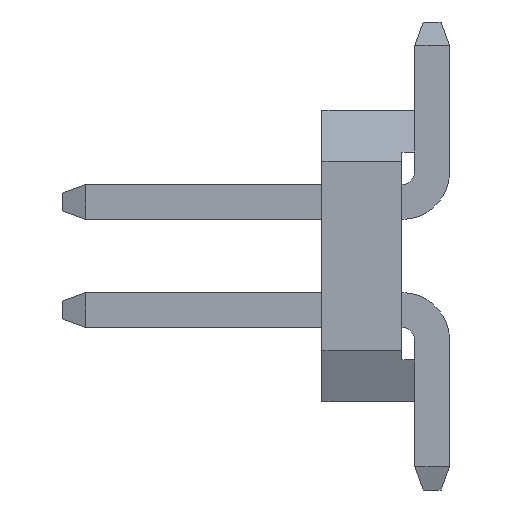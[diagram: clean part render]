
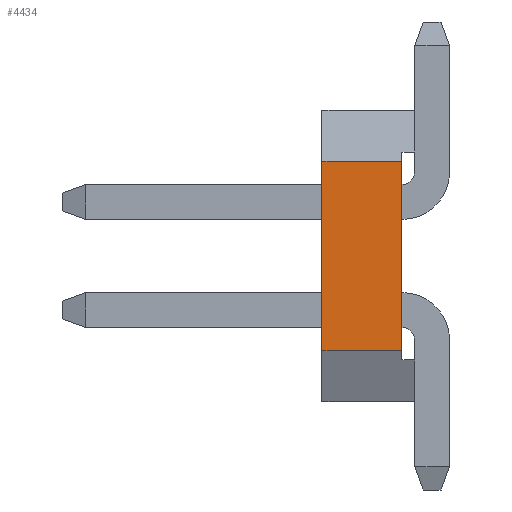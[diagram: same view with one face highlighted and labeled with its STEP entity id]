
A CAD part, left-side view. The second image highlights one B-rep face of the part: STEP entity #4434.
In plain terms, the highlighted planar face has unit normal (-1, 0, 0).
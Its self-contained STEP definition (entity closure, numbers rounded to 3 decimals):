
#89 = CARTESIAN_POINT ( 'NONE',  ( -4.445, -9.529, 1.715 ) ) ;
#237 = EDGE_CURVE ( 'NONE', #902, #2439, #1135, .T. ) ;
#270 = CARTESIAN_POINT ( 'NONE',  ( -4.445, 0.56, -1.115 ) ) ;
#334 = ORIENTED_EDGE ( 'NONE', *, *, #5727, .F. ) ;
#380 = VERTEX_POINT ( 'NONE', #3164 ) ;
#631 = VERTEX_POINT ( 'NONE', #1541 ) ;
#650 = EDGE_LOOP ( 'NONE', ( #3566, #334, #4934, #2420 ) ) ;
#902 = VERTEX_POINT ( 'NONE', #5172 ) ;
#1135 = LINE ( 'NONE', #4507, #4534 ) ;
#1486 = DIRECTION ( 'NONE',  ( 0., 0., 1. ) ) ;
#1541 = CARTESIAN_POINT ( 'NONE',  ( -4.445, 1.5, -1.115 ) ) ;
#1719 = DIRECTION ( 'NONE',  ( -1., 0., 0. ) ) ;
#2054 = CARTESIAN_POINT ( 'NONE',  ( -4.445, 1.5, 1.715 ) ) ;
#2152 = CARTESIAN_POINT ( 'NONE',  ( -4.445, -9.529, 1.115 ) ) ;
#2375 = DIRECTION ( 'NONE',  ( 0., 0., 1. ) ) ;
#2420 = ORIENTED_EDGE ( 'NONE', *, *, #4809, .F. ) ;
#2439 = VERTEX_POINT ( 'NONE', #270 ) ;
#3036 = EDGE_CURVE ( 'NONE', #631, #380, #5317, .T. ) ;
#3117 = VECTOR ( 'NONE', #3690, 1000. ) ;
#3122 = DIRECTION ( 'NONE',  ( 0., -1., 0. ) ) ;
#3164 = CARTESIAN_POINT ( 'NONE',  ( -4.445, 1.5, 1.115 ) ) ;
#3566 = ORIENTED_EDGE ( 'NONE', *, *, #237, .F. ) ;
#3690 = DIRECTION ( 'NONE',  ( 0., 1., 0. ) ) ;
#3998 = AXIS2_PLACEMENT_3D ( 'NONE', #89, #1719, #2375 ) ;
#4028 = VECTOR ( 'NONE', #3122, 1000. ) ;
#4167 = LINE ( 'NONE', #5638, #3117 ) ;
#4249 = FACE_OUTER_BOUND ( 'NONE', #650, .T. ) ;
#4434 = ADVANCED_FACE ( 'NONE', ( #4249 ), #5549, .T. ) ;
#4453 = DIRECTION ( 'NONE',  ( 0., 0., -1. ) ) ;
#4507 = CARTESIAN_POINT ( 'NONE',  ( -4.445, 0.56, 1.715 ) ) ;
#4534 = VECTOR ( 'NONE', #4453, 1000. ) ;
#4809 = EDGE_CURVE ( 'NONE', #2439, #631, #4167, .T. ) ;
#4934 = ORIENTED_EDGE ( 'NONE', *, *, #3036, .F. ) ;
#5086 = VECTOR ( 'NONE', #1486, 1000. ) ;
#5172 = CARTESIAN_POINT ( 'NONE',  ( -4.445, 0.56, 1.115 ) ) ;
#5317 = LINE ( 'NONE', #2054, #5086 ) ;
#5423 = LINE ( 'NONE', #2152, #4028 ) ;
#5549 = PLANE ( 'NONE',  #3998 ) ;
#5638 = CARTESIAN_POINT ( 'NONE',  ( -4.445, -9.529, -1.115 ) ) ;
#5727 = EDGE_CURVE ( 'NONE', #380, #902, #5423, .T. ) ;
